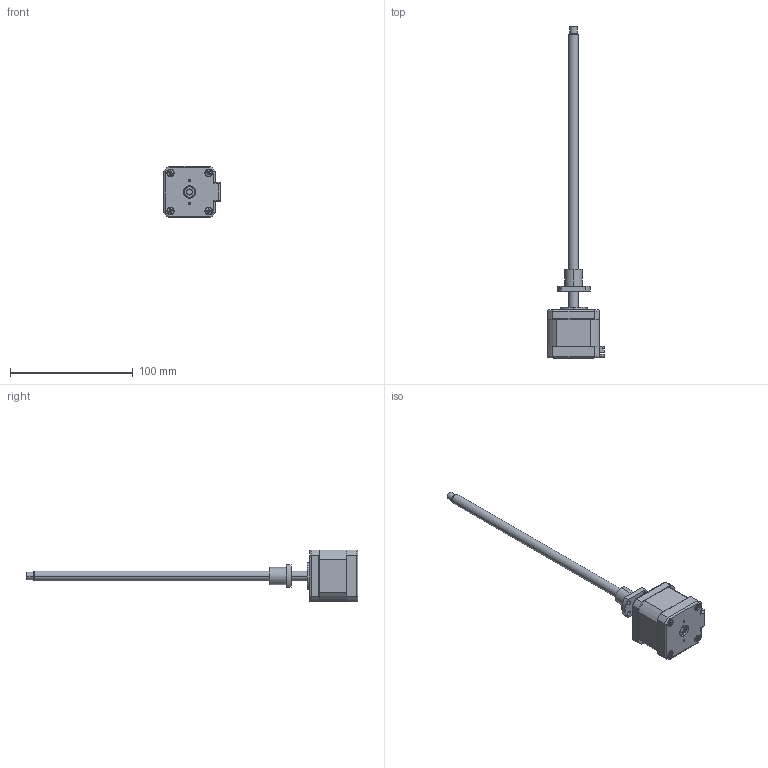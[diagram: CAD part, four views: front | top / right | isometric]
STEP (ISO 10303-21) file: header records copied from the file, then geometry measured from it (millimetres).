
FILE_DESCRIPTION (( 'STEP AP214' ), '1' );
FILE_NAME ('BE172S-B0802-225-AK1-S-200.STEP', '2023-11-14T11:35:39', ( '' ), ( '' ), 'SwSTEP 2.0', 'SolidWorks 2018', '' );
FILE_SCHEMA (( 'AUTOMOTIVE_DESIGN' ));
Length unit declared in the file: millimetre
Products named in the file (4): BE172S-B0802-225-AK1-S-200; LE17HD2P4200-BR50     (4611110028864); B0802佪裝-7; B0802蹟譫_埴倛蹟譫A3
Assembly tree (3 placements, depth 2):
  BE172S-B0802-225-AK1-S-200
    LE17HD2P4200-BR50     (4611110028864)
    B0802佪裝-7
    B0802蹟譫_埴倛蹟譫A3
Bounding box: 46.2 x 270.3 x 42.2 mm (x, y, z)
Volume: 71822.1 mm3; surface area: 33572.7 mm2
Topology: 7 solids, 9 shells, 717 faces, 1852 edges, 1194 vertices
Faces by surface type: plane 347, cylinder 232, cone 84, torus 34, bspline 12, sphere 8
Entity records: 42644 total; most frequent: CARTESIAN_POINT 17673, ORIENTED_EDGE 3704, DIRECTION 3532, EDGE_CURVE 1852, AXIS2_PLACEMENT_3D 1245, VERTEX_POINT 1194, LINE 1042, VECTOR 1042
